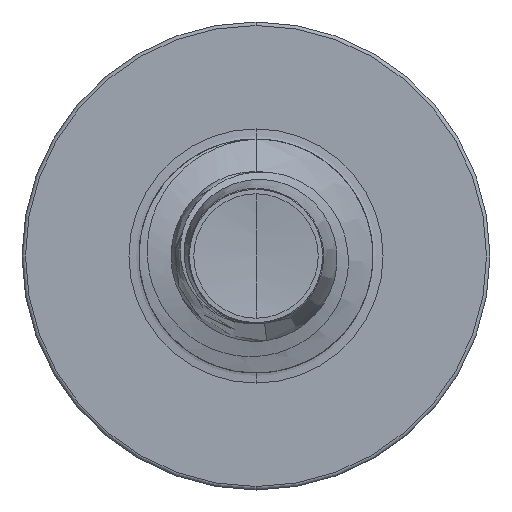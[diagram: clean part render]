
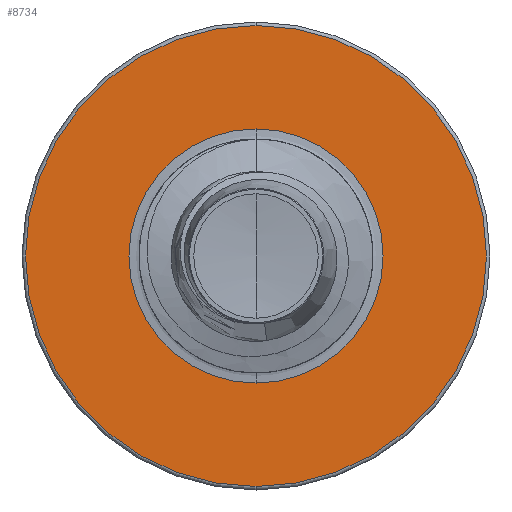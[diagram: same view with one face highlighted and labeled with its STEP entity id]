
A CAD part, front view. The second image highlights one B-rep face of the part: STEP entity #8734.
In plain terms, the highlighted planar face has unit normal (0, -1, 0).
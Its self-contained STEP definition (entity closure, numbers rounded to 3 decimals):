
#135 = CIRCLE ( 'NONE', #19304, 1.97 ) ;
#762 = VERTEX_POINT ( 'NONE', #12698 ) ;
#1910 = EDGE_CURVE ( 'NONE', #13242, #762, #16269, .T. ) ;
#3763 = EDGE_CURVE ( 'NONE', #5422, #13293, #135, .T. ) ;
#4082 = CARTESIAN_POINT ( 'NONE',  ( 0., 11., 1.97 ) ) ;
#4537 = CARTESIAN_POINT ( 'NONE',  ( 0., 11., -1.97 ) ) ;
#4700 = CARTESIAN_POINT ( 'NONE',  ( 0., 11., 1.086 ) ) ;
#4713 = ORIENTED_EDGE ( 'NONE', *, *, #1910, .T. ) ;
#5422 = VERTEX_POINT ( 'NONE', #4537 ) ;
#7201 = AXIS2_PLACEMENT_3D ( 'NONE', #24575, #24530, #24742 ) ;
#7241 = EDGE_CURVE ( 'NONE', #762, #13242, #14545, .T. ) ;
#8734 = ADVANCED_FACE ( 'NONE', ( #24823, #11047 ), #23384, .F. ) ;
#8926 = EDGE_CURVE ( 'NONE', #13293, #5422, #23884, .T. ) ;
#9985 = DIRECTION ( 'NONE',  ( 0., 0., 1. ) ) ;
#10028 = DIRECTION ( 'NONE',  ( 0., 1., 0. ) ) ;
#10136 = CARTESIAN_POINT ( 'NONE',  ( 0., 11., 0. ) ) ;
#11047 = FACE_BOUND ( 'NONE', #20987, .T. ) ;
#11221 = ORIENTED_EDGE ( 'NONE', *, *, #7241, .T. ) ;
#11246 = EDGE_LOOP ( 'NONE', ( #16369, #21199 ) ) ;
#12698 = CARTESIAN_POINT ( 'NONE',  ( 0., 11., -1.086 ) ) ;
#13242 = VERTEX_POINT ( 'NONE', #4700 ) ;
#13293 = VERTEX_POINT ( 'NONE', #4082 ) ;
#14124 = AXIS2_PLACEMENT_3D ( 'NONE', #22996, #22854, #22779 ) ;
#14545 = CIRCLE ( 'NONE', #20327, 1.086 ) ;
#15574 = AXIS2_PLACEMENT_3D ( 'NONE', #21764, #21740, #21715 ) ;
#15796 = DIRECTION ( 'NONE',  ( 0., 0., 1. ) ) ;
#15800 = DIRECTION ( 'NONE',  ( 0., 1., 0. ) ) ;
#15829 = CARTESIAN_POINT ( 'NONE',  ( 0., 11., 0. ) ) ;
#16269 = CIRCLE ( 'NONE', #7201, 1.086 ) ;
#16369 = ORIENTED_EDGE ( 'NONE', *, *, #8926, .F. ) ;
#19304 = AXIS2_PLACEMENT_3D ( 'NONE', #15829, #15800, #15796 ) ;
#20327 = AXIS2_PLACEMENT_3D ( 'NONE', #10136, #10028, #9985 ) ;
#20987 = EDGE_LOOP ( 'NONE', ( #4713, #11221 ) ) ;
#21199 = ORIENTED_EDGE ( 'NONE', *, *, #3763, .F. ) ;
#21715 = DIRECTION ( 'NONE',  ( 0., 0., 1. ) ) ;
#21740 = DIRECTION ( 'NONE',  ( 0., 1., 0. ) ) ;
#21764 = CARTESIAN_POINT ( 'NONE',  ( 0., 11., 0. ) ) ;
#22779 = DIRECTION ( 'NONE',  ( 0., 0., 1. ) ) ;
#22854 = DIRECTION ( 'NONE',  ( 0., 1., 0. ) ) ;
#22996 = CARTESIAN_POINT ( 'NONE',  ( 0., 11., -1.086 ) ) ;
#23384 = PLANE ( 'NONE',  #14124 ) ;
#23884 = CIRCLE ( 'NONE', #15574, 1.97 ) ;
#24530 = DIRECTION ( 'NONE',  ( 0., 1., 0. ) ) ;
#24575 = CARTESIAN_POINT ( 'NONE',  ( 0., 11., 0. ) ) ;
#24742 = DIRECTION ( 'NONE',  ( 0., 0., 1. ) ) ;
#24823 = FACE_OUTER_BOUND ( 'NONE', #11246, .T. ) ;
